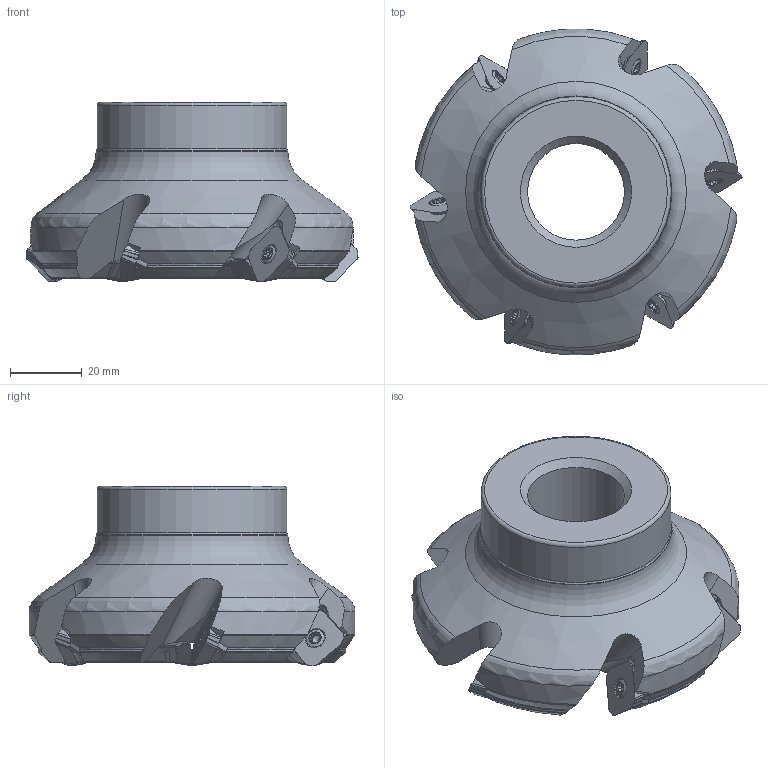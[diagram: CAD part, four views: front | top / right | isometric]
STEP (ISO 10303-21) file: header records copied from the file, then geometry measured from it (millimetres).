
FILE_DESCRIPTION(/* description */ (''),/* implementation_level */ '2;1');
FILE_NAME(/* name */ 'toolassembly_1.stp',/* time_stamp */ '2019-05-02T16:40:36+02:00',/* author */ (''),/* organization */ ('SMS'),/* preprocessor_version */ 'ST-DEVELOPER v15',/* originating_system */ 'SIEMENS PLM Software NX 8.5',/* authorisation */ '');
FILE_SCHEMA (('AUTOMOTIVE_DESIGN { 1 0 10303 214 3 1 1 1 }'));
Length unit declared in the file: millimetre
Products named in the file (4): CUT_20190502163847; NOCUT_20190502163806; ASSEMBLY_CONSTRUCTION; TOOLASSEMBLY_1
Assembly tree (8 placements, depth 2):
  TOOLASSEMBLY_1
    ASSEMBLY_CONSTRUCTION
    NOCUT_20190502163806
    CUT_20190502163847  x6
Bounding box: 92.63 x 90.95 x 50.01 mm (x, y, z)
Volume: 130210.7 mm3; surface area: 27849.6 mm2
Topology: 7 solids, 7 shells, 865 faces, 2625 edges, 1814 vertices
Faces by surface type: plane 327, extrusion 222, cone 108, cylinder 94, torus 90, sphere 24
Full cylindrical faces by diameter (mm): 3.5 x6, 4.1 x6, 5.25 x6, 27.011 x1, 38 x1, 53 x1, 53.5 x1
Entity records: 27059 total; most frequent: CARTESIAN_POINT 10524, ORIENTED_EDGE 3570, DIRECTION 3167, EDGE_CURVE 1785, AXIS2_PLACEMENT_3D 1264, VERTEX_POINT 1207, EDGE_LOOP 736, ADVANCED_FACE 660
